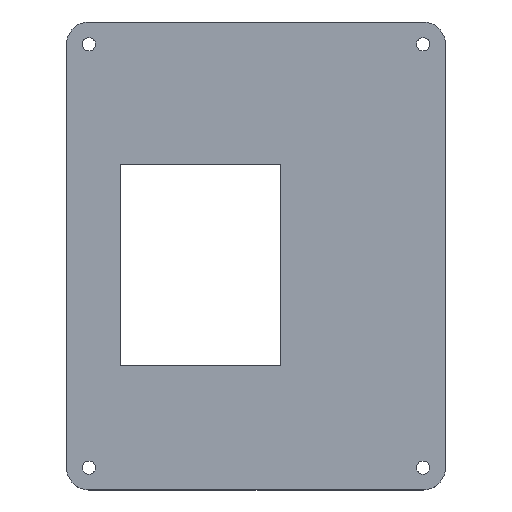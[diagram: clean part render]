
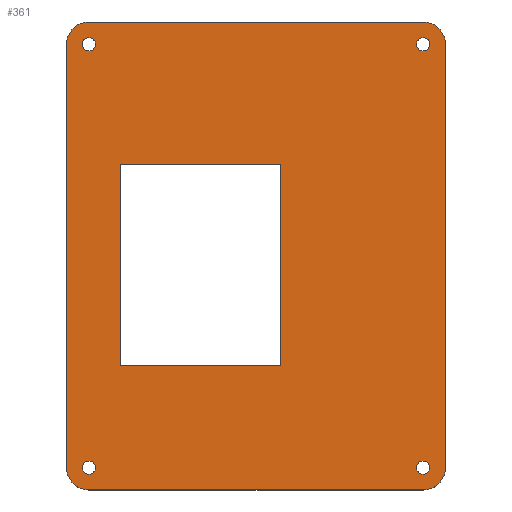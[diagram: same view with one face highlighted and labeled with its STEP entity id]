
A CAD part, top view. The second image highlights one B-rep face of the part: STEP entity #361.
In plain terms, the highlighted planar face has unit normal (0, 0, 1).
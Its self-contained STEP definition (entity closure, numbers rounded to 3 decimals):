
#15=FACE_BOUND('',#84,.T.);
#16=FACE_BOUND('',#85,.T.);
#17=FACE_BOUND('',#86,.T.);
#18=FACE_BOUND('',#87,.T.);
#19=FACE_BOUND('',#88,.T.);
#26=CIRCLE('',#371,1.5);
#28=CIRCLE('',#374,1.5);
#30=CIRCLE('',#377,1.5);
#32=CIRCLE('',#380,1.5);
#33=CIRCLE('',#383,5.);
#35=CIRCLE('',#387,5.);
#37=CIRCLE('',#391,5.);
#39=CIRCLE('',#395,5.);
#65=FACE_OUTER_BOUND('',#83,.T.);
#83=EDGE_LOOP('',(#303,#304,#305,#306,#307,#308,#309,#310));
#84=EDGE_LOOP('',(#311));
#85=EDGE_LOOP('',(#312));
#86=EDGE_LOOP('',(#313));
#87=EDGE_LOOP('',(#314));
#88=EDGE_LOOP('',(#315,#316,#317,#318));
#95=LINE('',#505,#127);
#99=LINE('',#513,#131);
#102=LINE('',#519,#134);
#105=LINE('',#524,#137);
#111=LINE('',#553,#143);
#116=LINE('',#567,#148);
#120=LINE('',#579,#152);
#124=LINE('',#591,#156);
#127=VECTOR('',#403,10.);
#131=VECTOR('',#409,10.);
#134=VECTOR('',#414,10.);
#137=VECTOR('',#419,10.);
#143=VECTOR('',#451,10.);
#148=VECTOR('',#464,10.);
#152=VECTOR('',#476,10.);
#156=VECTOR('',#488,10.);
#159=VERTEX_POINT('',#503);
#160=VERTEX_POINT('',#504);
#163=VERTEX_POINT('',#512);
#165=VERTEX_POINT('',#518);
#168=VERTEX_POINT('',#529);
#170=VERTEX_POINT('',#535);
#172=VERTEX_POINT('',#541);
#174=VERTEX_POINT('',#547);
#175=VERTEX_POINT('',#551);
#176=VERTEX_POINT('',#552);
#179=VERTEX_POINT('',#560);
#181=VERTEX_POINT('',#566);
#183=VERTEX_POINT('',#572);
#185=VERTEX_POINT('',#578);
#187=VERTEX_POINT('',#584);
#189=VERTEX_POINT('',#590);
#191=EDGE_CURVE('',#159,#160,#95,.T.);
#195=EDGE_CURVE('',#160,#163,#99,.T.);
#198=EDGE_CURVE('',#163,#165,#102,.T.);
#201=EDGE_CURVE('',#165,#159,#105,.T.);
#205=EDGE_CURVE('',#168,#168,#26,.T.);
#208=EDGE_CURVE('',#170,#170,#28,.T.);
#211=EDGE_CURVE('',#172,#172,#30,.T.);
#214=EDGE_CURVE('',#174,#174,#32,.T.);
#215=EDGE_CURVE('',#175,#176,#111,.T.);
#219=EDGE_CURVE('',#176,#179,#33,.T.);
#222=EDGE_CURVE('',#179,#181,#116,.T.);
#225=EDGE_CURVE('',#181,#183,#35,.T.);
#228=EDGE_CURVE('',#183,#185,#120,.T.);
#231=EDGE_CURVE('',#185,#187,#37,.T.);
#234=EDGE_CURVE('',#187,#189,#124,.T.);
#237=EDGE_CURVE('',#189,#175,#39,.T.);
#303=ORIENTED_EDGE('',*,*,#237,.T.);
#304=ORIENTED_EDGE('',*,*,#215,.T.);
#305=ORIENTED_EDGE('',*,*,#219,.T.);
#306=ORIENTED_EDGE('',*,*,#222,.T.);
#307=ORIENTED_EDGE('',*,*,#225,.T.);
#308=ORIENTED_EDGE('',*,*,#228,.T.);
#309=ORIENTED_EDGE('',*,*,#231,.T.);
#310=ORIENTED_EDGE('',*,*,#234,.T.);
#311=ORIENTED_EDGE('',*,*,#214,.T.);
#312=ORIENTED_EDGE('',*,*,#211,.T.);
#313=ORIENTED_EDGE('',*,*,#208,.T.);
#314=ORIENTED_EDGE('',*,*,#205,.T.);
#315=ORIENTED_EDGE('',*,*,#201,.T.);
#316=ORIENTED_EDGE('',*,*,#191,.T.);
#317=ORIENTED_EDGE('',*,*,#195,.T.);
#318=ORIENTED_EDGE('',*,*,#198,.T.);
#343=PLANE('',#397);
#361=ADVANCED_FACE('',(#65,#15,#16,#17,#18,#19),#343,.T.);
#371=AXIS2_PLACEMENT_3D('',#531,#426,#427);
#374=AXIS2_PLACEMENT_3D('',#537,#433,#434);
#377=AXIS2_PLACEMENT_3D('',#543,#440,#441);
#380=AXIS2_PLACEMENT_3D('',#549,#447,#448);
#383=AXIS2_PLACEMENT_3D('',#561,#457,#458);
#387=AXIS2_PLACEMENT_3D('',#573,#469,#470);
#391=AXIS2_PLACEMENT_3D('',#585,#481,#482);
#395=AXIS2_PLACEMENT_3D('',#596,#493,#494);
#397=AXIS2_PLACEMENT_3D('',#598,#497,#498);
#403=DIRECTION('',(1.,0.,0.));
#409=DIRECTION('',(0.,-1.,0.));
#414=DIRECTION('',(-1.,0.,0.));
#419=DIRECTION('',(0.,1.,0.));
#426=DIRECTION('center_axis',(0.,0.,-1.));
#427=DIRECTION('ref_axis',(1.,0.,0.));
#433=DIRECTION('center_axis',(0.,0.,-1.));
#434=DIRECTION('ref_axis',(1.,0.,0.));
#440=DIRECTION('center_axis',(0.,0.,-1.));
#441=DIRECTION('ref_axis',(1.,0.,0.));
#447=DIRECTION('center_axis',(0.,0.,-1.));
#448=DIRECTION('ref_axis',(1.,0.,0.));
#451=DIRECTION('',(1.,0.,0.));
#457=DIRECTION('center_axis',(0.,0.,1.));
#458=DIRECTION('ref_axis',(0.,-1.,0.));
#464=DIRECTION('',(0.,1.,0.));
#469=DIRECTION('center_axis',(0.,0.,1.));
#470=DIRECTION('ref_axis',(1.,0.,0.));
#476=DIRECTION('',(-1.,0.,0.));
#481=DIRECTION('center_axis',(0.,0.,1.));
#482=DIRECTION('ref_axis',(0.,1.,0.));
#488=DIRECTION('',(0.,-1.,0.));
#493=DIRECTION('center_axis',(0.,0.,1.));
#494=DIRECTION('ref_axis',(-1.,0.,0.));
#497=DIRECTION('center_axis',(0.,0.,1.));
#498=DIRECTION('ref_axis',(1.,0.,0.));
#503=CARTESIAN_POINT('',(137.,-172.,-10.));
#504=CARTESIAN_POINT('',(173.,-172.,-10.));
#505=CARTESIAN_POINT('',(173.,-172.,-10.));
#512=CARTESIAN_POINT('',(173.,-217.,-10.));
#513=CARTESIAN_POINT('',(173.,-217.,-10.));
#518=CARTESIAN_POINT('',(137.,-217.,-10.));
#519=CARTESIAN_POINT('',(137.,-217.,-10.));
#524=CARTESIAN_POINT('',(137.,-172.,-10.));
#529=CARTESIAN_POINT('',(203.5,-240.,-10.));
#531=CARTESIAN_POINT('Origin',(205.,-240.,-10.));
#535=CARTESIAN_POINT('',(128.5,-240.,-10.));
#537=CARTESIAN_POINT('Origin',(130.,-240.,-10.));
#541=CARTESIAN_POINT('',(203.5,-145.,-10.));
#543=CARTESIAN_POINT('Origin',(205.,-145.,-10.));
#547=CARTESIAN_POINT('',(128.5,-145.,-10.));
#549=CARTESIAN_POINT('Origin',(130.,-145.,-10.));
#551=CARTESIAN_POINT('',(130.,-245.,-10.));
#552=CARTESIAN_POINT('',(205.,-245.,-10.));
#553=CARTESIAN_POINT('',(130.,-245.,-10.));
#560=CARTESIAN_POINT('',(210.,-240.,-10.));
#561=CARTESIAN_POINT('Origin',(205.,-240.,-10.));
#566=CARTESIAN_POINT('',(210.,-145.,-10.));
#567=CARTESIAN_POINT('',(210.,-240.,-10.));
#572=CARTESIAN_POINT('',(205.,-140.,-10.));
#573=CARTESIAN_POINT('Origin',(205.,-145.,-10.));
#578=CARTESIAN_POINT('',(130.,-140.,-10.));
#579=CARTESIAN_POINT('',(205.,-140.,-10.));
#584=CARTESIAN_POINT('',(125.,-145.,-10.));
#585=CARTESIAN_POINT('Origin',(130.,-145.,-10.));
#590=CARTESIAN_POINT('',(125.,-240.,-10.));
#591=CARTESIAN_POINT('',(125.,-145.,-10.));
#596=CARTESIAN_POINT('Origin',(130.,-240.,-10.));
#598=CARTESIAN_POINT('Origin',(167.5,-192.5,-10.));
